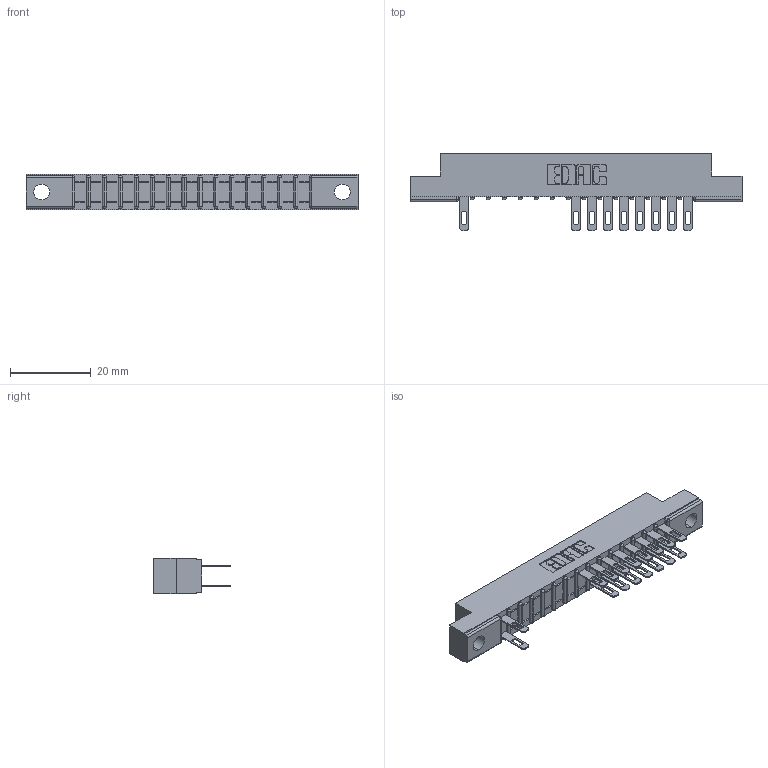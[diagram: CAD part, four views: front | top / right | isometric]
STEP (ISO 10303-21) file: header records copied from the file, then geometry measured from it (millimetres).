
FILE_DESCRIPTION (( 'STEP AP203' ), '1' );
FILE_NAME ('307-030-500-204.STEP', '2018-08-04T19:20:08', ( '' ), ( '' ), 'SwSTEP 2.0', 'SolidWorks 2016', '' );
FILE_SCHEMA (( 'CONFIG_CONTROL_DESIGN' ));
Length unit declared in the file: inch
Products named in the file (3): 307-030-500-204; 307 Part_.156 Dia Mounting Holes; 307-290-001_500
Assembly tree (18 placements, depth 2):
  307-030-500-204
    307 Part_.156 Dia Mounting Holes
    307-290-001_500  x17
Bounding box: 82.45 x 19.18 x 8.71 mm (x, y, z)
Volume: 5168.2 mm3; surface area: 7928 mm2
Topology: 18 solids, 18 shells, 1060 faces, 2985 edges, 1922 vertices
Faces by surface type: plane 672, cylinder 356, sphere 32
Entity records: 16644 total; most frequent: CARTESIAN_POINT 2788, ORIENTED_EDGE 2770, DIRECTION 2723, EDGE_CURVE 1385, LINE 1057, VECTOR 1057, VERTEX_POINT 898, AXIS2_PLACEMENT_3D 833
